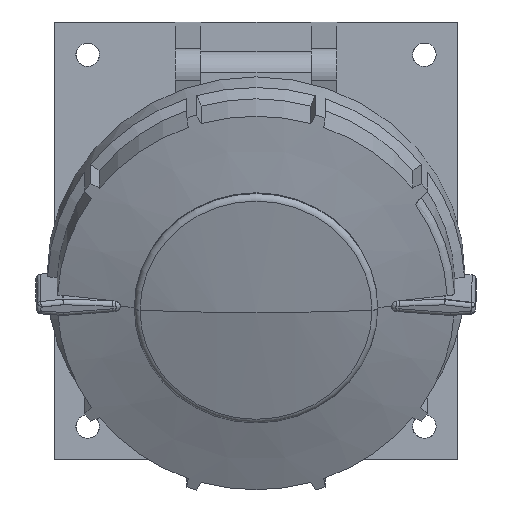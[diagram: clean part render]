
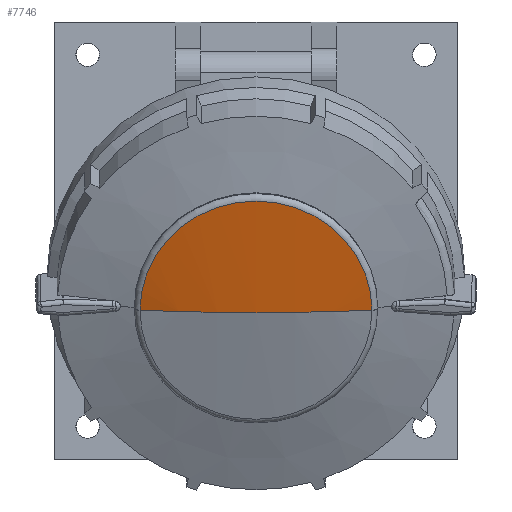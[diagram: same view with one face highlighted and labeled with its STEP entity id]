
A CAD part, top view. The second image highlights one B-rep face of the part: STEP entity #7746.
In plain terms, the highlighted spherical face has radius 224.39 mm.
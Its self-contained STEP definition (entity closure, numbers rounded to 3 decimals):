
#913 = CIRCLE ( 'NONE', #3944, 26.527 ) ;
#1515 = CARTESIAN_POINT ( 'NONE',  ( -26.527, -8.481, 54.702 ) ) ;
#1704 = DIRECTION ( 'NONE',  ( 0., -0.94, -0.342 ) ) ;
#1914 = DIRECTION ( 'NONE',  ( 0., 0.94, 0.342 ) ) ;
#3233 = DIRECTION ( 'NONE',  ( 0., 0.94, 0.342 ) ) ;
#3319 = CARTESIAN_POINT ( 'NONE',  ( 0., 67.727, -154.677 ) ) ;
#3714 = VERTEX_POINT ( 'NONE', #9742 ) ;
#3944 = AXIS2_PLACEMENT_3D ( 'NONE', #11680, #5721, #10149 ) ;
#5721 = DIRECTION ( 'NONE',  ( 0., -0.342, 0.94 ) ) ;
#6333 = DIRECTION ( 'NONE',  ( -1., 0., 0. ) ) ;
#7746 = ADVANCED_FACE ( 'NONE', ( #8991 ), #13340, .T. ) ;
#8991 = FACE_OUTER_BOUND ( 'NONE', #15062, .T. ) ;
#9044 = ORIENTED_EDGE ( 'NONE', *, *, #12301, .T. ) ;
#9742 = CARTESIAN_POINT ( 'NONE',  ( 26.527, -8.481, 54.702 ) ) ;
#10149 = DIRECTION ( 'NONE',  ( 1., 0., 0. ) ) ;
#11680 = CARTESIAN_POINT ( 'NONE',  ( 0., -8.481, 54.702 ) ) ;
#12301 = EDGE_CURVE ( 'NONE', #18225, #3714, #12966, .T. ) ;
#12545 = CARTESIAN_POINT ( 'NONE',  ( 0., -9.019, 56.18 ) ) ;
#12966 = CIRCLE ( 'NONE', #14768, 224.39 ) ;
#13340 = SPHERICAL_SURFACE ( 'NONE', #13740, 224.39 ) ;
#13740 = AXIS2_PLACEMENT_3D ( 'NONE', #16264, #1914, #6333 ) ;
#14768 = AXIS2_PLACEMENT_3D ( 'NONE', #3319, #3233, #14842 ) ;
#14842 = DIRECTION ( 'NONE',  ( 0., -0.342, 0.94 ) ) ;
#14990 = ORIENTED_EDGE ( 'NONE', *, *, #16597, .F. ) ;
#15062 = EDGE_LOOP ( 'NONE', ( #14990, #9044, #17233 ) ) ;
#15721 = CIRCLE ( 'NONE', #17840, 224.39 ) ;
#15957 = CARTESIAN_POINT ( 'NONE',  ( 0., 67.727, -154.677 ) ) ;
#16264 = CARTESIAN_POINT ( 'NONE',  ( 0., 67.727, -154.677 ) ) ;
#16597 = EDGE_CURVE ( 'NONE', #18225, #16618, #15721, .T. ) ;
#16618 = VERTEX_POINT ( 'NONE', #1515 ) ;
#17233 = ORIENTED_EDGE ( 'NONE', *, *, #17492, .T. ) ;
#17492 = EDGE_CURVE ( 'NONE', #3714, #16618, #913, .T. ) ;
#17671 = DIRECTION ( 'NONE',  ( 0., 0.342, -0.94 ) ) ;
#17840 = AXIS2_PLACEMENT_3D ( 'NONE', #15957, #1704, #17671 ) ;
#18225 = VERTEX_POINT ( 'NONE', #12545 ) ;
